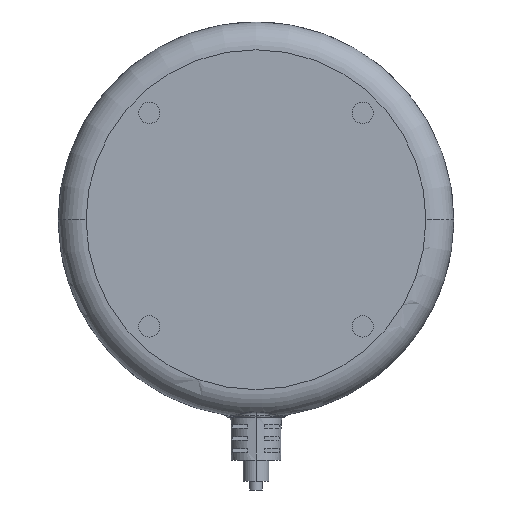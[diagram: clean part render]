
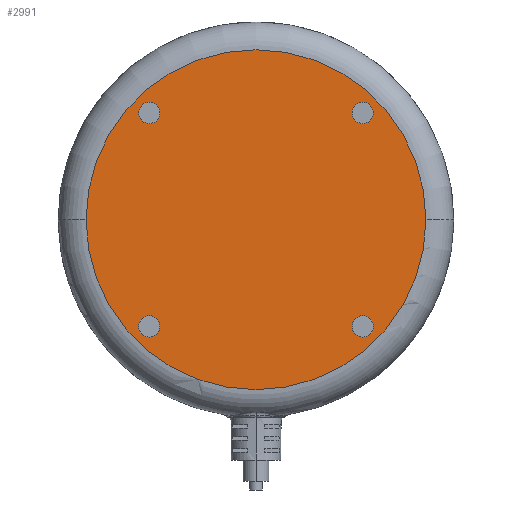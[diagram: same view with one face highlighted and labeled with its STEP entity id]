
A CAD part, front view. The second image highlights one B-rep face of the part: STEP entity #2991.
In plain terms, the highlighted planar face has unit normal (0, -1, 0).
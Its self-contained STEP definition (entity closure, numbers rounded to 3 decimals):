
#666=CARTESIAN_POINT('',(0.,-5.,0.));
#667=DIRECTION('',(0.,-1.,0.));
#668=DIRECTION('',(-1.,0.,0.));
#669=AXIS2_PLACEMENT_3D('',#666,#667,#668);
#674=CARTESIAN_POINT('',(0.,-5.,0.));
#675=DIRECTION('',(0.,1.,0.));
#676=DIRECTION('',(-1.,0.,0.));
#677=AXIS2_PLACEMENT_3D('',#674,#675,#676);
#682=CARTESIAN_POINT('',(-12.5,-5.,12.5));
#683=DIRECTION('',(0.,-1.,0.));
#684=DIRECTION('',(1.,0.,0.));
#685=AXIS2_PLACEMENT_3D('',#682,#683,#684);
#690=CARTESIAN_POINT('',(-12.5,-5.,12.5));
#691=DIRECTION('',(0.,-1.,0.));
#692=DIRECTION('',(-1.,0.,0.));
#693=AXIS2_PLACEMENT_3D('',#690,#691,#692);
#698=CARTESIAN_POINT('',(12.5,-5.,12.5));
#699=DIRECTION('',(0.,-1.,0.));
#700=DIRECTION('',(1.,0.,0.));
#701=AXIS2_PLACEMENT_3D('',#698,#699,#700);
#706=CARTESIAN_POINT('',(12.5,-5.,12.5));
#707=DIRECTION('',(0.,-1.,0.));
#708=DIRECTION('',(-1.,0.,0.));
#709=AXIS2_PLACEMENT_3D('',#706,#707,#708);
#714=CARTESIAN_POINT('',(-12.5,-5.,-12.5));
#715=DIRECTION('',(0.,-1.,0.));
#716=DIRECTION('',(1.,0.,0.));
#717=AXIS2_PLACEMENT_3D('',#714,#715,#716);
#722=CARTESIAN_POINT('',(-12.5,-5.,-12.5));
#723=DIRECTION('',(0.,-1.,0.));
#724=DIRECTION('',(-1.,0.,0.));
#725=AXIS2_PLACEMENT_3D('',#722,#723,#724);
#730=CARTESIAN_POINT('',(12.5,-5.,-12.5));
#731=DIRECTION('',(0.,-1.,0.));
#732=DIRECTION('',(1.,0.,0.));
#733=AXIS2_PLACEMENT_3D('',#730,#731,#732);
#738=CARTESIAN_POINT('',(12.5,-5.,-12.5));
#739=DIRECTION('',(0.,-1.,0.));
#740=DIRECTION('',(-1.,0.,0.));
#741=AXIS2_PLACEMENT_3D('',#738,#739,#740);
#1994=CARTESIAN_POINT('',(-19.9,-5.,0.));
#1996=VERTEX_POINT('',#1994);
#2000=CARTESIAN_POINT('',(19.9,-5.,0.));
#2002=VERTEX_POINT('',#2000);
#2131=CARTESIAN_POINT('',(-11.25,-5.,12.5));
#2132=CARTESIAN_POINT('',(-13.75,-5.,12.5));
#2133=VERTEX_POINT('',#2131);
#2134=VERTEX_POINT('',#2132);
#2135=CARTESIAN_POINT('',(13.75,-5.,12.5));
#2136=CARTESIAN_POINT('',(11.25,-5.,12.5));
#2137=VERTEX_POINT('',#2135);
#2138=VERTEX_POINT('',#2136);
#2139=CARTESIAN_POINT('',(-11.25,-5.,-12.5));
#2140=CARTESIAN_POINT('',(-13.75,-5.,-12.5));
#2141=VERTEX_POINT('',#2139);
#2142=VERTEX_POINT('',#2140);
#2143=CARTESIAN_POINT('',(13.75,-5.,-12.5));
#2144=CARTESIAN_POINT('',(11.25,-5.,-12.5));
#2145=VERTEX_POINT('',#2143);
#2146=VERTEX_POINT('',#2144);
#2958=CARTESIAN_POINT('',(0.,-5.,0.));
#2959=DIRECTION('',(0.,1.,0.));
#2960=DIRECTION('',(1.,0.,0.));
#2961=AXIS2_PLACEMENT_3D('',#2958,#2959,#2960);
#2962=PLANE('',#2961);
#2963=ORIENTED_EDGE('',*,*,#2933,.F.);
#2964=ORIENTED_EDGE('',*,*,#2953,.T.);
#2965=EDGE_LOOP('',(#2963,#2964));
#2966=FACE_OUTER_BOUND('',#2965,.F.);
#2968=ORIENTED_EDGE('',*,*,#2967,.T.);
#2970=ORIENTED_EDGE('',*,*,#2969,.T.);
#2971=EDGE_LOOP('',(#2968,#2970));
#2972=FACE_BOUND('',#2971,.F.);
#2974=ORIENTED_EDGE('',*,*,#2973,.T.);
#2976=ORIENTED_EDGE('',*,*,#2975,.T.);
#2977=EDGE_LOOP('',(#2974,#2976));
#2978=FACE_BOUND('',#2977,.F.);
#2980=ORIENTED_EDGE('',*,*,#2979,.T.);
#2982=ORIENTED_EDGE('',*,*,#2981,.T.);
#2983=EDGE_LOOP('',(#2980,#2982));
#2984=FACE_BOUND('',#2983,.F.);
#2986=ORIENTED_EDGE('',*,*,#2985,.T.);
#2988=ORIENTED_EDGE('',*,*,#2987,.T.);
#2989=EDGE_LOOP('',(#2986,#2988));
#2990=FACE_BOUND('',#2989,.F.);
#670=CIRCLE('',#669,19.9);
#678=CIRCLE('',#677,19.9);
#686=CIRCLE('',#685,1.25);
#694=CIRCLE('',#693,1.25);
#702=CIRCLE('',#701,1.25);
#710=CIRCLE('',#709,1.25);
#718=CIRCLE('',#717,1.25);
#726=CIRCLE('',#725,1.25);
#734=CIRCLE('',#733,1.25);
#742=CIRCLE('',#741,1.25);
#2933=EDGE_CURVE('',#1996,#2002,#670,.T.);
#2953=EDGE_CURVE('',#1996,#2002,#678,.T.);
#2967=EDGE_CURVE('',#2133,#2134,#686,.T.);
#2969=EDGE_CURVE('',#2134,#2133,#694,.T.);
#2973=EDGE_CURVE('',#2137,#2138,#702,.T.);
#2975=EDGE_CURVE('',#2138,#2137,#710,.T.);
#2979=EDGE_CURVE('',#2141,#2142,#718,.T.);
#2981=EDGE_CURVE('',#2142,#2141,#726,.T.);
#2985=EDGE_CURVE('',#2145,#2146,#734,.T.);
#2987=EDGE_CURVE('',#2146,#2145,#742,.T.);
#2991=ADVANCED_FACE('',(#2966,#2972,#2978,#2984,#2990),#2962,.F.);
